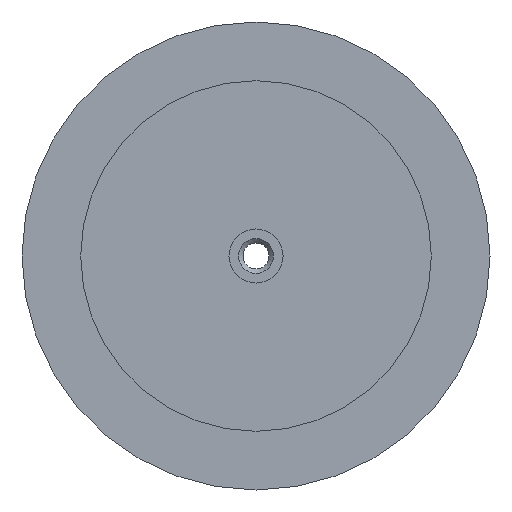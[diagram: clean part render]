
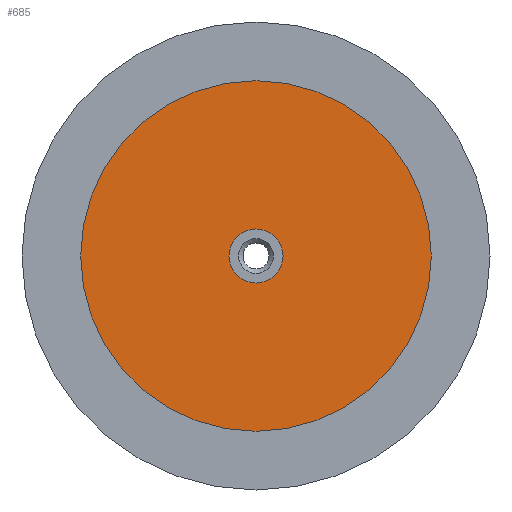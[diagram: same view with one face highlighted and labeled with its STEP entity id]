
A CAD part, front view. The second image highlights one B-rep face of the part: STEP entity #685.
In plain terms, the highlighted planar face has unit normal (0, -1, 0).
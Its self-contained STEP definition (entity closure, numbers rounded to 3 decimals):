
#89=FACE_BOUND('',#182,.T.);
#100=PLANE('',#827);
#136=FACE_OUTER_BOUND('',#181,.T.);
#181=EDGE_LOOP('',(#499,#500));
#182=EDGE_LOOP('',(#501));
#274=CIRCLE('',#817,3.175);
#281=CIRCLE('',#828,20.6);
#282=CIRCLE('',#829,20.6);
#324=VERTEX_POINT('',#1142);
#331=VERTEX_POINT('',#1163);
#332=VERTEX_POINT('',#1164);
#387=EDGE_CURVE('',#324,#324,#274,.T.);
#396=EDGE_CURVE('',#331,#332,#281,.T.);
#397=EDGE_CURVE('',#332,#331,#282,.T.);
#499=ORIENTED_EDGE('',*,*,#396,.F.);
#500=ORIENTED_EDGE('',*,*,#397,.F.);
#501=ORIENTED_EDGE('',*,*,#387,.T.);
#685=ADVANCED_FACE('',(#136,#89),#100,.T.);
#817=AXIS2_PLACEMENT_3D('',#1144,#923,#924);
#827=AXIS2_PLACEMENT_3D('',#1162,#945,#946);
#828=AXIS2_PLACEMENT_3D('',#1165,#947,#948);
#829=AXIS2_PLACEMENT_3D('',#1166,#949,#950);
#923=DIRECTION('center_axis',(0.,1.,0.));
#924=DIRECTION('ref_axis',(-1.,0.,0.));
#945=DIRECTION('center_axis',(0.,-1.,0.));
#946=DIRECTION('ref_axis',(0.,0.,-1.));
#947=DIRECTION('center_axis',(0.,1.,0.));
#948=DIRECTION('ref_axis',(1.,0.,0.));
#949=DIRECTION('center_axis',(0.,1.,0.));
#950=DIRECTION('ref_axis',(1.,0.,0.));
#1142=CARTESIAN_POINT('',(3.175,2.5,0.));
#1144=CARTESIAN_POINT('Origin',(0.,2.5,0.));
#1162=CARTESIAN_POINT('Origin',(-20.6,2.5,0.));
#1163=CARTESIAN_POINT('',(-20.6,2.5,0.));
#1164=CARTESIAN_POINT('',(20.6,2.5,0.));
#1165=CARTESIAN_POINT('Origin',(0.,2.5,0.));
#1166=CARTESIAN_POINT('Origin',(0.,2.5,0.));
